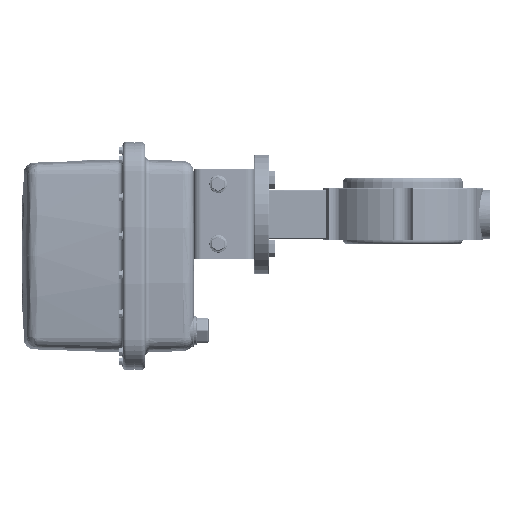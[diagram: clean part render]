
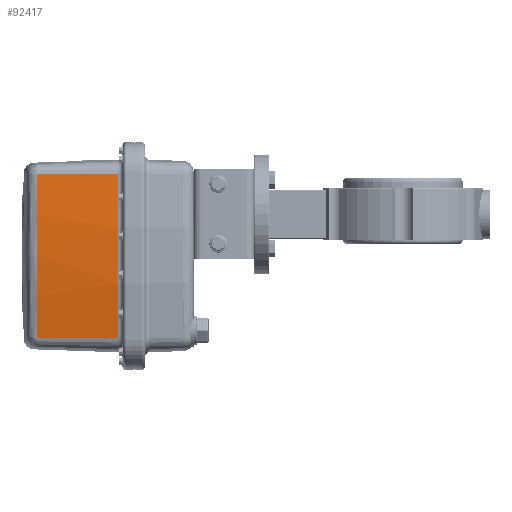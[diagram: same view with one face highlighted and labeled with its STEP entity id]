
A CAD part, left-side view. The second image highlights one B-rep face of the part: STEP entity #92417.
In plain terms, the highlighted conical face has half-angle 2 degrees and reference radius 508 mm.
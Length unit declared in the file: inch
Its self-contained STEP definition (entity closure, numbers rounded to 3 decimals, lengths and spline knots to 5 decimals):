
#4204 = VECTOR ( 'NONE', #8118, 39.37008 ) ;
#6104 = EDGE_LOOP ( 'NONE', ( #96348, #60517, #6559, #52792, #94695 ) ) ;
#6559 = ORIENTED_EDGE ( 'NONE', *, *, #58890, .F. ) ;
#8118 = DIRECTION ( 'NONE',  ( 0.035, -0.999, 0.005 ) ) ;
#9663 = CARTESIAN_POINT ( 'NONE',  ( 1.8866, 3.24732, 0.45947 ) ) ;
#9838 = EDGE_CURVE ( 'NONE', #36511, #92115, #70122, .T. ) ;
#13716 = FACE_OUTER_BOUND ( 'NONE', #6104, .T. ) ;
#14235 = CARTESIAN_POINT ( 'NONE',  ( -18., 0.51977, 0. ) ) ;
#15529 = CARTESIAN_POINT ( 'NONE',  ( -18., 0., 0. ) ) ;
#18602 = CARTESIAN_POINT ( 'NONE',  ( 1.88632, 3.25536, 0. ) ) ;
#22710 = VERTEX_POINT ( 'NONE', #18602 ) ;
#23180 = DIRECTION ( 'NONE',  ( 0.035, -0.999, -0.005 ) ) ;
#25159 = CARTESIAN_POINT ( 'NONE',  ( 1.88632, 3.25536, 0. ) ) ;
#26243 = CARTESIAN_POINT ( 'NONE',  ( 1.69672, 3.23863, 2.74376 ) ) ;
#29382 = B_SPLINE_CURVE_WITH_KNOTS ( 'NONE', 3,
 ( #74535, #9663, #46981, #110649, #118624, #26243 ),
 .UNSPECIFIED., .F., .F.,
 ( 4, 2, 4 ),
 ( 0., 0.03493, 0.06986 ),
 .UNSPECIFIED. ) ;
#32606 = DIRECTION ( 'NONE',  ( 0., 1., 0. ) ) ;
#33024 = B_SPLINE_CURVE_WITH_KNOTS ( 'NONE', 3,
 ( #71642, #34286, #89386, #90589, #108957, #25159 ),
 .UNSPECIFIED., .F., .F.,
 ( 4, 2, 4 ),
 ( 0., 0.03493, 0.06986 ),
 .UNSPECIFIED. ) ;
#34286 = CARTESIAN_POINT ( 'NONE',  ( 1.76018, 3.23684, -2.28864 ) ) ;
#35289 = CONICAL_SURFACE ( 'NONE', #113473, 20., 0.035 ) ;
#36203 = VECTOR ( 'NONE', #23180, 39.37008 ) ;
#36511 = VERTEX_POINT ( 'NONE', #57952 ) ;
#40324 = LINE ( 'NONE', #70280, #36203 ) ;
#44588 = VERTEX_POINT ( 'NONE', #107105 ) ;
#46981 = CARTESIAN_POINT ( 'NONE',  ( 1.87088, 3.24212, 0.91784 ) ) ;
#50139 = CARTESIAN_POINT ( 'NONE',  ( 1.79076, 0.51977, 2.75686 ) ) ;
#51060 = DIRECTION ( 'NONE',  ( 0., -1., 0. ) ) ;
#51591 = DIRECTION ( 'NONE',  ( 0., 0., -1. ) ) ;
#52792 = ORIENTED_EDGE ( 'NONE', *, *, #91796, .T. ) ;
#56348 = CIRCLE ( 'NONE', #116813, 19.98185 ) ;
#57952 = CARTESIAN_POINT ( 'NONE',  ( 1.69672, 3.23863, 2.74376 ) ) ;
#58890 = EDGE_CURVE ( 'NONE', #66769, #44588, #40324, .T. ) ;
#60517 = ORIENTED_EDGE ( 'NONE', *, *, #62241, .T. ) ;
#61460 = DIRECTION ( 'NONE',  ( 0., 0., -1. ) ) ;
#62241 = EDGE_CURVE ( 'NONE', #92115, #44588, #56348, .T. ) ;
#66769 = VERTEX_POINT ( 'NONE', #73409 ) ;
#70122 = LINE ( 'NONE', #120095, #4204 ) ;
#70280 = CARTESIAN_POINT ( 'NONE',  ( 1.80873, 0., -2.75937 ) ) ;
#71642 = CARTESIAN_POINT ( 'NONE',  ( 1.69672, 3.23863, -2.74376 ) ) ;
#73409 = CARTESIAN_POINT ( 'NONE',  ( 1.69672, 3.23863, -2.74376 ) ) ;
#74535 = CARTESIAN_POINT ( 'NONE',  ( 1.88632, 3.25536, 0. ) ) ;
#89386 = CARTESIAN_POINT ( 'NONE',  ( 1.80767, 3.23688, -1.83243 ) ) ;
#90589 = CARTESIAN_POINT ( 'NONE',  ( 1.87088, 3.24212, -0.91784 ) ) ;
#91796 = EDGE_CURVE ( 'NONE', #66769, #22710, #33024, .T. ) ;
#92115 = VERTEX_POINT ( 'NONE', #50139 ) ;
#92417 = ADVANCED_FACE ( 'NONE', ( #13716 ), #35289, .T. ) ;
#94695 = ORIENTED_EDGE ( 'NONE', *, *, #105426, .T. ) ;
#96348 = ORIENTED_EDGE ( 'NONE', *, *, #9838, .T. ) ;
#105426 = EDGE_CURVE ( 'NONE', #22710, #36511, #29382, .T. ) ;
#107105 = CARTESIAN_POINT ( 'NONE',  ( 1.79076, 0.51977, -2.75686 ) ) ;
#108957 = CARTESIAN_POINT ( 'NONE',  ( 1.8866, 3.24732, -0.45947 ) ) ;
#110649 = CARTESIAN_POINT ( 'NONE',  ( 1.80767, 3.23688, 1.83243 ) ) ;
#113473 = AXIS2_PLACEMENT_3D ( 'NONE', #15529, #51060, #61460 ) ;
#116813 = AXIS2_PLACEMENT_3D ( 'NONE', #14235, #32606, #51591 ) ;
#118624 = CARTESIAN_POINT ( 'NONE',  ( 1.76018, 3.23684, 2.28864 ) ) ;
#120095 = CARTESIAN_POINT ( 'NONE',  ( 1.80873, 0., 2.75937 ) ) ;
